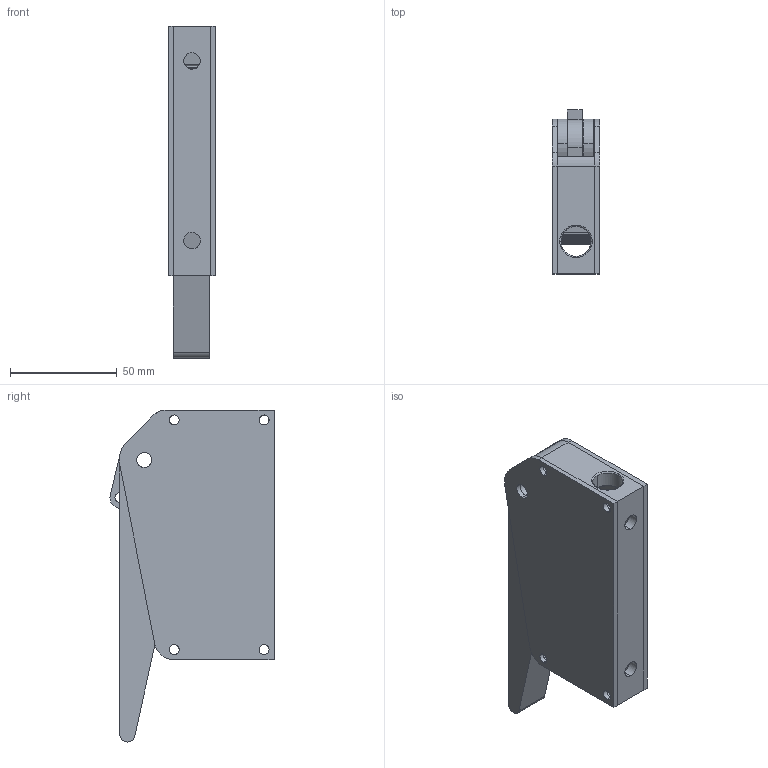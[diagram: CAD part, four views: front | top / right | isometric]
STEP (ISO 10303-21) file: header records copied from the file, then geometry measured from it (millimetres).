
FILE_DESCRIPTION(('FreeCAD Model'),'2;1');
FILE_NAME('Open CASCADE Shape Model','2025-05-05T10:53:24',('FreeCAD'),( 'FreeCAD'),'Open CASCADE STEP processor 7.6','FreeCAD','Unknown');
FILE_SCHEMA(('AUTOMOTIVE_DESIGN { 1 0 10303 214 1 1 1 1 }'));
Length unit declared in the file: millimetre
Products named in the file (1): Open CASCADE STEP translator 7.6 1
Bounding box: 22.16 x 76.69 x 155.16 mm (x, y, z)
Volume: 122771 mm3; surface area: 65455.2 mm2
Topology: 5 solids, 5 shells, 291 faces, 837 edges, 550 vertices
Faces by surface type: bspline 291
Entity records: 9244 total; most frequent: CARTESIAN_POINT 4435, ORIENTED_EDGE 1666, EDGE_CURVE 833, B_SPLINE_CURVE_WITH_KNOTS 599, VERTEX_POINT 550, FACE_BOUND 337, EDGE_LOOP 337, ADVANCED_FACE 291
